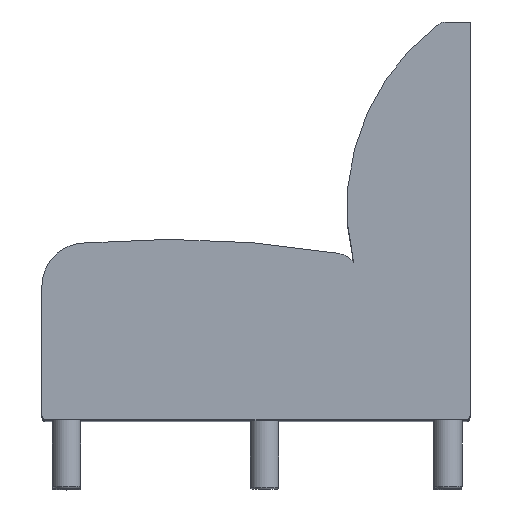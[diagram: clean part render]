
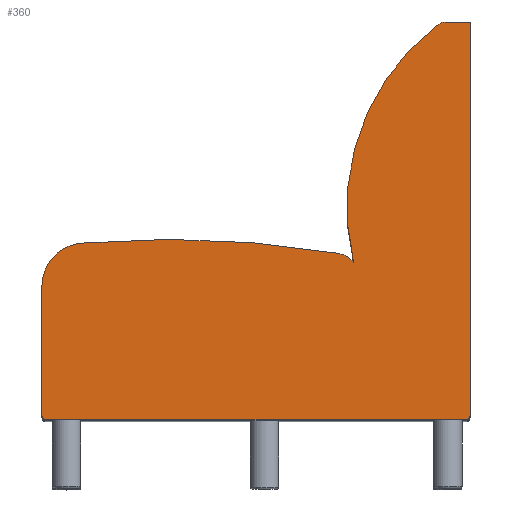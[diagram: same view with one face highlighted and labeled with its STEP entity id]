
A CAD part, top view. The second image highlights one B-rep face of the part: STEP entity #360.
In plain terms, the highlighted planar face has unit normal (0, 0, 1).
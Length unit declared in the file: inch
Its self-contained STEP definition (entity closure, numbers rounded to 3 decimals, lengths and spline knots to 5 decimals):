
#65=PLANE('',#386);
#76=FACE_OUTER_BOUND('',#97,.T.);
#97=EDGE_LOOP('',(#270,#271,#272,#273,#274,#275,#276,#277,#278,#279,#280,
#281));
#125=LINE('',#580,#147);
#128=LINE('',#588,#150);
#129=LINE('',#596,#151);
#130=LINE('',#600,#152);
#131=LINE('',#603,#153);
#147=VECTOR('',#448,1.75314);
#150=VECTOR('',#455,0.00408);
#151=VECTOR('',#462,9.13636);
#152=VECTOR('',#465,29.5);
#153=VECTOR('',#468,27.62506);
#168=CIRCLE('',#384,0.75);
#169=CIRCLE('',#387,16.06165);
#170=CIRCLE('',#388,1.78799);
#171=CIRCLE('',#389,70.80358);
#172=CIRCLE('',#390,3.);
#173=CIRCLE('',#391,0.25);
#174=CIRCLE('',#392,0.25);
#190=VERTEX_POINT('',#573);
#191=VERTEX_POINT('',#575);
#192=VERTEX_POINT('',#579);
#194=VERTEX_POINT('',#585);
#195=VERTEX_POINT('',#587);
#196=VERTEX_POINT('',#589);
#197=VERTEX_POINT('',#591);
#198=VERTEX_POINT('',#593);
#199=VERTEX_POINT('',#595);
#200=VERTEX_POINT('',#597);
#201=VERTEX_POINT('',#599);
#202=VERTEX_POINT('',#601);
#221=EDGE_CURVE('',#190,#191,#168,.T.);
#223=EDGE_CURVE('',#192,#191,#125,.T.);
#226=EDGE_CURVE('',#190,#194,#169,.T.);
#227=EDGE_CURVE('',#194,#195,#128,.T.);
#228=EDGE_CURVE('',#195,#196,#170,.T.);
#229=EDGE_CURVE('',#196,#197,#171,.T.);
#230=EDGE_CURVE('',#197,#198,#172,.T.);
#231=EDGE_CURVE('',#198,#199,#129,.T.);
#232=EDGE_CURVE('',#200,#199,#173,.T.);
#233=EDGE_CURVE('',#200,#201,#130,.T.);
#234=EDGE_CURVE('',#202,#201,#174,.T.);
#235=EDGE_CURVE('',#202,#192,#131,.T.);
#270=ORIENTED_EDGE('',*,*,#221,.F.);
#271=ORIENTED_EDGE('',*,*,#226,.T.);
#272=ORIENTED_EDGE('',*,*,#227,.T.);
#273=ORIENTED_EDGE('',*,*,#228,.T.);
#274=ORIENTED_EDGE('',*,*,#229,.T.);
#275=ORIENTED_EDGE('',*,*,#230,.T.);
#276=ORIENTED_EDGE('',*,*,#231,.T.);
#277=ORIENTED_EDGE('',*,*,#232,.F.);
#278=ORIENTED_EDGE('',*,*,#233,.T.);
#279=ORIENTED_EDGE('',*,*,#234,.F.);
#280=ORIENTED_EDGE('',*,*,#235,.T.);
#281=ORIENTED_EDGE('',*,*,#223,.T.);
#360=ADVANCED_FACE('',(#76),#65,.T.);
#384=AXIS2_PLACEMENT_3D('',#576,#443,#444);
#386=AXIS2_PLACEMENT_3D('',#584,#451,#452);
#387=AXIS2_PLACEMENT_3D('',#586,#453,#454);
#388=AXIS2_PLACEMENT_3D('',#590,#456,#457);
#389=AXIS2_PLACEMENT_3D('',#592,#458,#459);
#390=AXIS2_PLACEMENT_3D('',#594,#460,#461);
#391=AXIS2_PLACEMENT_3D('',#598,#463,#464);
#392=AXIS2_PLACEMENT_3D('',#602,#466,#467);
#443=DIRECTION('center_axis',(0.,0.,-1.));
#444=DIRECTION('ref_axis',(-0.316,0.949,0.));
#448=DIRECTION('',(-1.,0.,0.));
#451=DIRECTION('center_axis',(0.,0.,1.));
#452=DIRECTION('ref_axis',(1.,0.,0.));
#453=DIRECTION('center_axis',(0.,0.,1.));
#454=DIRECTION('ref_axis',(-0.588,0.809,0.));
#455=DIRECTION('',(-0.802,-0.598,0.));
#456=DIRECTION('center_axis',(0.,0.,1.));
#457=DIRECTION('ref_axis',(0.774,0.633,0.));
#458=DIRECTION('center_axis',(0.,0.,1.));
#459=DIRECTION('ref_axis',(0.164,0.986,0.));
#460=DIRECTION('center_axis',(0.,0.,1.));
#461=DIRECTION('ref_axis',(0.001,1.,0.));
#462=DIRECTION('',(0.,-1.,0.));
#463=DIRECTION('center_axis',(0.,0.,-1.));
#464=DIRECTION('ref_axis',(-0.707,-0.707,0.));
#465=DIRECTION('',(1.,0.,0.));
#466=DIRECTION('center_axis',(0.,0.,-1.));
#467=DIRECTION('ref_axis',(0.707,-0.707,0.));
#468=DIRECTION('',(0.,1.,0.));
#573=CARTESIAN_POINT('',(27.79661,27.72488,0.));
#575=CARTESIAN_POINT('',(28.24686,27.87506,0.));
#576=CARTESIAN_POINT('Origin',(28.24686,27.12506,0.));
#579=CARTESIAN_POINT('',(30.,27.87506,0.));
#580=CARTESIAN_POINT('',(30.,27.87506,0.));
#584=CARTESIAN_POINT('Origin',(18.33397,9.77726,0.));
#585=CARTESIAN_POINT('',(21.84366,11.03678,0.));
#586=CARTESIAN_POINT('Origin',(37.43886,14.8795,0.));
#587=CARTESIAN_POINT('',(21.84039,11.03434,0.));
#588=CARTESIAN_POINT('',(21.84366,11.03678,0.));
#589=CARTESIAN_POINT('',(20.59725,11.6849,0.));
#590=CARTESIAN_POINT('Origin',(20.45628,9.90247,0.));
#591=CARTESIAN_POINT('',(3.00229,12.38636,0.));
#592=CARTESIAN_POINT('Origin',(9.00115,-58.16263,0.));
#593=CARTESIAN_POINT('',(0.,9.38636,0.));
#594=CARTESIAN_POINT('Origin',(3.,9.38636,0.));
#595=CARTESIAN_POINT('',(0.,0.25,0.));
#596=CARTESIAN_POINT('',(0.,9.38636,0.));
#597=CARTESIAN_POINT('',(0.25,0.,0.));
#598=CARTESIAN_POINT('Origin',(0.25,0.25,0.));
#599=CARTESIAN_POINT('',(29.75,0.,0.));
#600=CARTESIAN_POINT('',(0.,0.,0.));
#601=CARTESIAN_POINT('',(30.,0.25,0.));
#602=CARTESIAN_POINT('Origin',(29.75,0.25,0.));
#603=CARTESIAN_POINT('',(30.,0.,0.));
